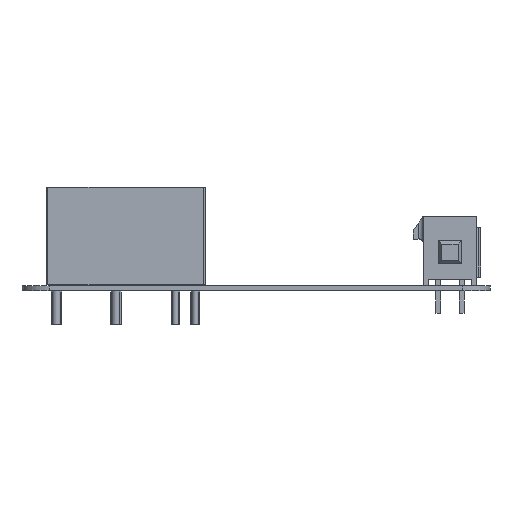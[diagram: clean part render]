
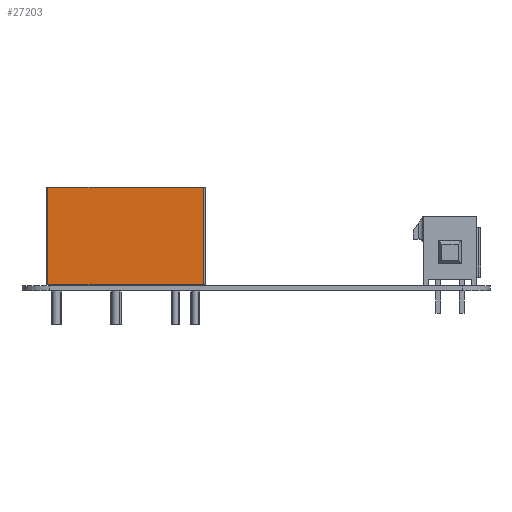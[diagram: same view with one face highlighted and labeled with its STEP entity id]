
A CAD part, left-side view. The second image highlights one B-rep face of the part: STEP entity #27203.
In plain terms, the highlighted planar face has unit normal (-1, 0, 0).
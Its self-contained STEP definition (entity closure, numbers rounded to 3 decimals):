
#27178 = VERTEX_POINT('',#27179);
#27179 = CARTESIAN_POINT('',(95.075,56.7,12.6));
#27185 = EDGE_CURVE('',#27186,#27178,#27188,.T.);
#27186 = VERTEX_POINT('',#27187);
#27187 = CARTESIAN_POINT('',(95.075,56.7,0.1));
#27188 = LINE('',#27189,#27190);
#27189 = CARTESIAN_POINT('',(95.075,56.7,0.1));
#27190 = VECTOR('',#27191,1.);
#27191 = DIRECTION('',(0.,0.,1.));
#27203 = ADVANCED_FACE('',(#27204),#27229,.F.);
#27204 = FACE_BOUND('',#27205,.F.);
#27205 = EDGE_LOOP('',(#27206,#27207,#27215,#27223));
#27206 = ORIENTED_EDGE('',*,*,#27185,.T.);
#27207 = ORIENTED_EDGE('',*,*,#27208,.T.);
#27208 = EDGE_CURVE('',#27178,#27209,#27211,.T.);
#27209 = VERTEX_POINT('',#27210);
#27210 = CARTESIAN_POINT('',(95.075,36.7,12.6));
#27211 = LINE('',#27212,#27213);
#27212 = CARTESIAN_POINT('',(95.075,56.7,12.6));
#27213 = VECTOR('',#27214,1.);
#27214 = DIRECTION('',(0.,-1.,0.));
#27215 = ORIENTED_EDGE('',*,*,#27216,.F.);
#27216 = EDGE_CURVE('',#27217,#27209,#27219,.T.);
#27217 = VERTEX_POINT('',#27218);
#27218 = CARTESIAN_POINT('',(95.075,36.7,0.1));
#27219 = LINE('',#27220,#27221);
#27220 = CARTESIAN_POINT('',(95.075,36.7,0.1));
#27221 = VECTOR('',#27222,1.);
#27222 = DIRECTION('',(0.,0.,1.));
#27223 = ORIENTED_EDGE('',*,*,#27224,.F.);
#27224 = EDGE_CURVE('',#27186,#27217,#27225,.T.);
#27225 = LINE('',#27226,#27227);
#27226 = CARTESIAN_POINT('',(95.075,56.7,0.1));
#27227 = VECTOR('',#27228,1.);
#27228 = DIRECTION('',(0.,-1.,0.));
#27229 = PLANE('',#27230);
#27230 = AXIS2_PLACEMENT_3D('',#27231,#27232,#27233);
#27231 = CARTESIAN_POINT('',(95.075,56.7,0.1));
#27232 = DIRECTION('',(1.,0.,0.));
#27233 = DIRECTION('',(0.,-1.,0.));
